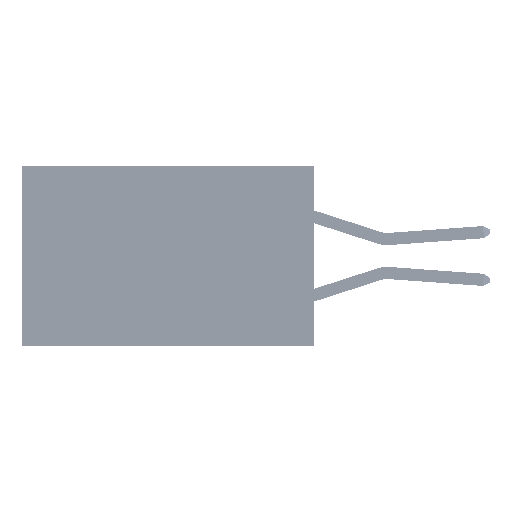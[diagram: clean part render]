
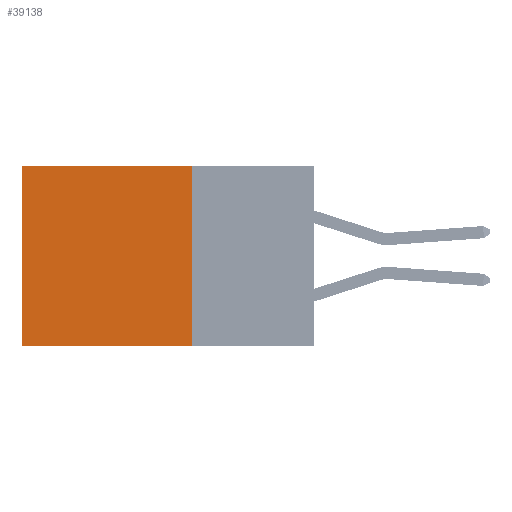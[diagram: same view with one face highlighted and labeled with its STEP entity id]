
A CAD part, left-side view. The second image highlights one B-rep face of the part: STEP entity #39138.
In plain terms, the highlighted planar face has unit normal (-1, 0, 0).
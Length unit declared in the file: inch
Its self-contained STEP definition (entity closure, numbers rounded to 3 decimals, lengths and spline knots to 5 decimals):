
#219 = CARTESIAN_POINT ( 'NONE',  ( 0.2875, 0.25, 0. ) ) ;
#865 = VECTOR ( 'NONE', #3179, 39.37008 ) ;
#1482 = EDGE_CURVE ( 'NONE', #15662, #26856, #1516, .T. ) ;
#1516 = LINE ( 'NONE', #12646, #15146 ) ;
#2883 = ORIENTED_EDGE ( 'NONE', *, *, #1482, .T. ) ;
#3179 = DIRECTION ( 'NONE',  ( 0., 1., 0. ) ) ;
#7080 = ORIENTED_EDGE ( 'NONE', *, *, #13061, .F. ) ;
#8220 = LINE ( 'NONE', #26835, #865 ) ;
#8361 = EDGE_CURVE ( 'NONE', #32242, #15662, #34464, .T. ) ;
#9462 = VECTOR ( 'NONE', #30300, 39.37008 ) ;
#12646 = CARTESIAN_POINT ( 'NONE',  ( 0.2875, 0.6, 0. ) ) ;
#13061 = EDGE_CURVE ( 'NONE', #16034, #26856, #8220, .T. ) ;
#14314 = AXIS2_PLACEMENT_3D ( 'NONE', #219, #18374, #42001 ) ;
#15146 = VECTOR ( 'NONE', #19692, 39.37008 ) ;
#15662 = VERTEX_POINT ( 'NONE', #26426 ) ;
#16034 = VERTEX_POINT ( 'NONE', #39680 ) ;
#18374 = DIRECTION ( 'NONE',  ( 1., 0., 0. ) ) ;
#18407 = EDGE_CURVE ( 'NONE', #32242, #16034, #26898, .T. ) ;
#19692 = DIRECTION ( 'NONE',  ( 0., 0., -1. ) ) ;
#23099 = EDGE_LOOP ( 'NONE', ( #2883, #7080, #31795, #24348 ) ) ;
#23567 = CARTESIAN_POINT ( 'NONE',  ( 0.2875, 0.25, 0. ) ) ;
#24348 = ORIENTED_EDGE ( 'NONE', *, *, #8361, .T. ) ;
#26116 = PLANE ( 'NONE',  #14314 ) ;
#26426 = CARTESIAN_POINT ( 'NONE',  ( 0.2875, 0.6, 0. ) ) ;
#26660 = CARTESIAN_POINT ( 'NONE',  ( 0.2875, 0.25, 0. ) ) ;
#26835 = CARTESIAN_POINT ( 'NONE',  ( 0.2875, 0.25, -0.37 ) ) ;
#26856 = VERTEX_POINT ( 'NONE', #43416 ) ;
#26898 = LINE ( 'NONE', #26660, #9462 ) ;
#30300 = DIRECTION ( 'NONE',  ( 0., 0., -1. ) ) ;
#31795 = ORIENTED_EDGE ( 'NONE', *, *, #18407, .F. ) ;
#32242 = VERTEX_POINT ( 'NONE', #47043 ) ;
#34464 = LINE ( 'NONE', #23567, #44620 ) ;
#39138 = ADVANCED_FACE ( 'NONE', ( #44264 ), #26116, .F. ) ;
#39680 = CARTESIAN_POINT ( 'NONE',  ( 0.2875, 0.25, -0.37 ) ) ;
#41955 = DIRECTION ( 'NONE',  ( 0., 1., 0. ) ) ;
#42001 = DIRECTION ( 'NONE',  ( 0., 0., -1. ) ) ;
#43416 = CARTESIAN_POINT ( 'NONE',  ( 0.2875, 0.6, -0.37 ) ) ;
#44264 = FACE_OUTER_BOUND ( 'NONE', #23099, .T. ) ;
#44620 = VECTOR ( 'NONE', #41955, 39.37008 ) ;
#47043 = CARTESIAN_POINT ( 'NONE',  ( 0.2875, 0.25, 0. ) ) ;
